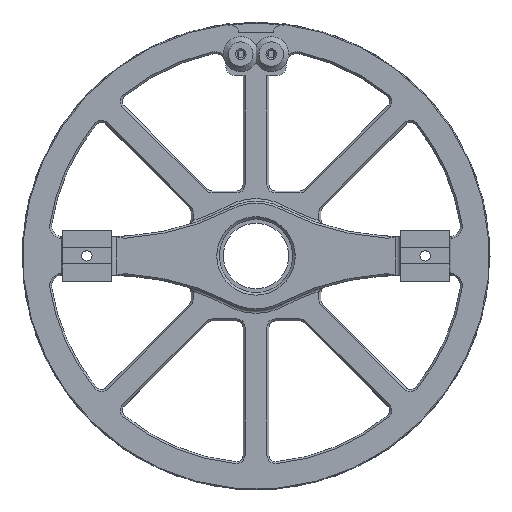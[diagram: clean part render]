
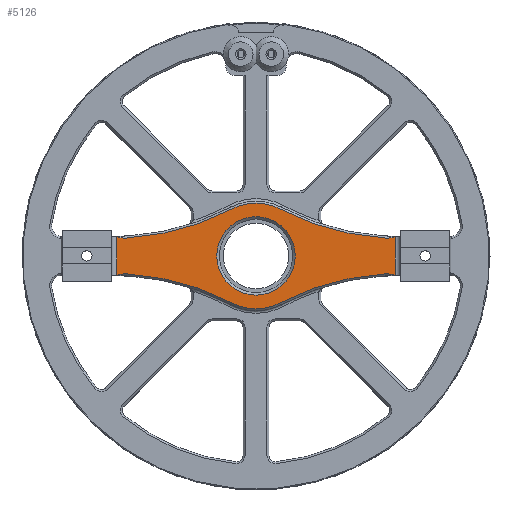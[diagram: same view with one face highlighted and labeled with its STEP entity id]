
A CAD part, top view. The second image highlights one B-rep face of the part: STEP entity #5126.
In plain terms, the highlighted planar face has unit normal (0, 0, 1).
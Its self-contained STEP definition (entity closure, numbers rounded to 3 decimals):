
#164=B_SPLINE_CURVE_WITH_KNOTS('',3,(#7866,#7867,#7868,#7869,#7870,#7871,
#7872,#7873,#7874,#7875),.UNSPECIFIED.,.F.,.F.,(4,2,2,2,4),(-0.403,
-0.292,-0.132,-0.054,0.),
 .UNSPECIFIED.);
#165=B_SPLINE_CURVE_WITH_KNOTS('',3,(#7882,#7883,#7884,#7885,#7886,#7887,
#7888,#7889,#7890,#7891,#7892,#7893),.UNSPECIFIED.,.F.,.F.,(4,2,2,2,2,4),
(-0.404,-0.377,-0.349,-0.277,
-0.11,-0.001),.UNSPECIFIED.);
#166=B_SPLINE_CURVE_WITH_KNOTS('',3,(#7895,#7896,#7897,#7898,#7899,#7900,
#7901,#7902,#7903,#7904),.UNSPECIFIED.,.F.,.F.,(4,2,2,2,4),(-0.403,
-0.292,-0.132,-0.054,0.),
 .UNSPECIFIED.);
#167=B_SPLINE_CURVE_WITH_KNOTS('',3,(#7911,#7912,#7913,#7914,#7915,#7916,
#7917,#7918,#7919,#7920,#7921,#7922),.UNSPECIFIED.,.F.,.F.,(4,2,2,2,2,4),
(-0.404,-0.377,-0.349,-0.277,
-0.11,-0.001),.UNSPECIFIED.);
#205=LINE('',#7665,#663);
#214=LINE('',#7708,#672);
#663=VECTOR('',#6042,10.);
#672=VECTOR('',#6059,10.);
#1192=FACE_BOUND('',#1556,.T.);
#1239=FACE_OUTER_BOUND('',#1555,.T.);
#1555=EDGE_LOOP('',(#3533,#3534,#3535,#3536,#3537,#3538,#3539,#3540,#3541,
#3542,#3543,#3544));
#1556=EDGE_LOOP('',(#3545));
#1869=CIRCLE('',#5472,100.75);
#1870=CIRCLE('',#5473,20.44);
#1871=CIRCLE('',#5474,100.75);
#1872=CIRCLE('',#5475,100.75);
#1873=CIRCLE('',#5476,20.44);
#1874=CIRCLE('',#5477,100.75);
#1875=CIRCLE('',#5478,15.19);
#2135=VERTEX_POINT('',#7658);
#2137=VERTEX_POINT('',#7664);
#2149=VERTEX_POINT('',#7701);
#2151=VERTEX_POINT('',#7707);
#2199=VERTEX_POINT('',#7865);
#2200=VERTEX_POINT('',#7876);
#2201=VERTEX_POINT('',#7878);
#2202=VERTEX_POINT('',#7880);
#2203=VERTEX_POINT('',#7894);
#2204=VERTEX_POINT('',#7905);
#2205=VERTEX_POINT('',#7907);
#2206=VERTEX_POINT('',#7909);
#2207=VERTEX_POINT('',#7923);
#2615=EDGE_CURVE('',#2135,#2137,#205,.T.);
#2630=EDGE_CURVE('',#2149,#2151,#214,.T.);
#2696=EDGE_CURVE('',#2135,#2199,#164,.T.);
#2697=EDGE_CURVE('',#2199,#2200,#1869,.T.);
#2698=EDGE_CURVE('',#2200,#2201,#1870,.T.);
#2699=EDGE_CURVE('',#2201,#2202,#1871,.T.);
#2700=EDGE_CURVE('',#2202,#2151,#165,.T.);
#2701=EDGE_CURVE('',#2149,#2203,#166,.T.);
#2702=EDGE_CURVE('',#2203,#2204,#1872,.T.);
#2703=EDGE_CURVE('',#2204,#2205,#1873,.T.);
#2704=EDGE_CURVE('',#2205,#2206,#1874,.T.);
#2705=EDGE_CURVE('',#2206,#2137,#167,.T.);
#2706=EDGE_CURVE('',#2207,#2207,#1875,.T.);
#3533=ORIENTED_EDGE('',*,*,#2615,.F.);
#3534=ORIENTED_EDGE('',*,*,#2696,.T.);
#3535=ORIENTED_EDGE('',*,*,#2697,.T.);
#3536=ORIENTED_EDGE('',*,*,#2698,.T.);
#3537=ORIENTED_EDGE('',*,*,#2699,.T.);
#3538=ORIENTED_EDGE('',*,*,#2700,.T.);
#3539=ORIENTED_EDGE('',*,*,#2630,.F.);
#3540=ORIENTED_EDGE('',*,*,#2701,.T.);
#3541=ORIENTED_EDGE('',*,*,#2702,.T.);
#3542=ORIENTED_EDGE('',*,*,#2703,.T.);
#3543=ORIENTED_EDGE('',*,*,#2704,.T.);
#3544=ORIENTED_EDGE('',*,*,#2705,.T.);
#3545=ORIENTED_EDGE('',*,*,#2706,.T.);
#4998=PLANE('',#5471);
#5126=ADVANCED_FACE('',(#1239,#1192),#4998,.T.);
#5471=AXIS2_PLACEMENT_3D('',#7864,#6164,#6165);
#5472=AXIS2_PLACEMENT_3D('',#7877,#6166,#6167);
#5473=AXIS2_PLACEMENT_3D('',#7879,#6168,#6169);
#5474=AXIS2_PLACEMENT_3D('',#7881,#6170,#6171);
#5475=AXIS2_PLACEMENT_3D('',#7906,#6172,#6173);
#5476=AXIS2_PLACEMENT_3D('',#7908,#6174,#6175);
#5477=AXIS2_PLACEMENT_3D('',#7910,#6176,#6177);
#5478=AXIS2_PLACEMENT_3D('',#7924,#6178,#6179);
#6042=DIRECTION('',(0.,1.,0.));
#6059=DIRECTION('',(0.,-1.,0.));
#6164=DIRECTION('center_axis',(0.,0.,1.));
#6165=DIRECTION('ref_axis',(0.,-1.,0.));
#6166=DIRECTION('center_axis',(0.,0.,-1.));
#6167=DIRECTION('ref_axis',(0.,-1.,0.));
#6168=DIRECTION('center_axis',(0.,0.,1.));
#6169=DIRECTION('ref_axis',(0.,-1.,0.));
#6170=DIRECTION('center_axis',(0.,0.,-1.));
#6171=DIRECTION('ref_axis',(0.,-1.,0.));
#6172=DIRECTION('center_axis',(0.,0.,-1.));
#6173=DIRECTION('ref_axis',(0.,-1.,0.));
#6174=DIRECTION('center_axis',(0.,0.,1.));
#6175=DIRECTION('ref_axis',(0.,-1.,0.));
#6176=DIRECTION('center_axis',(0.,0.,-1.));
#6177=DIRECTION('ref_axis',(0.,-1.,0.));
#6178=DIRECTION('center_axis',(0.,0.,-1.));
#6179=DIRECTION('ref_axis',(0.,-1.,0.));
#7658=CARTESIAN_POINT('',(-53.953,-6.518,14.));
#7664=CARTESIAN_POINT('',(-53.953,8.518,14.));
#7665=CARTESIAN_POINT('',(-53.953,4.75,14.));
#7701=CARTESIAN_POINT('',(53.953,8.518,14.));
#7707=CARTESIAN_POINT('',(53.953,-6.518,14.));
#7708=CARTESIAN_POINT('',(53.953,4.75,14.));
#7864=CARTESIAN_POINT('Origin',(0.,1.,14.));
#7865=CARTESIAN_POINT('',(-50.,-5.926,14.));
#7866=CARTESIAN_POINT('Ctrl Pts',(-53.953,-6.518,14.));
#7867=CARTESIAN_POINT('Ctrl Pts',(-53.604,-6.396,14.));
#7868=CARTESIAN_POINT('Ctrl Pts',(-53.251,-6.289,14.));
#7869=CARTESIAN_POINT('Ctrl Pts',(-52.374,-6.072,14.));
#7870=CARTESIAN_POINT('Ctrl Pts',(-51.85,-5.983,14.));
#7871=CARTESIAN_POINT('Ctrl Pts',(-51.06,-5.918,14.));
#7872=CARTESIAN_POINT('Ctrl Pts',(-50.802,-5.907,14.));
#7873=CARTESIAN_POINT('Ctrl Pts',(-50.361,-5.909,14.));
#7874=CARTESIAN_POINT('Ctrl Pts',(-50.181,-5.915,14.));
#7875=CARTESIAN_POINT('Ctrl Pts',(-50.,-5.926,14.));
#7876=CARTESIAN_POINT('',(-9.437,-17.131,14.));
#7877=CARTESIAN_POINT('Origin',(-55.953,-106.5,14.));
#7878=CARTESIAN_POINT('',(9.437,-17.131,14.));
#7879=CARTESIAN_POINT('Origin',(0.,1.,14.));
#7880=CARTESIAN_POINT('',(50.,-5.926,14.));
#7881=CARTESIAN_POINT('Origin',(55.953,-106.5,14.));
#7882=CARTESIAN_POINT('Ctrl Pts',(50.,-5.926,14.));
#7883=CARTESIAN_POINT('Ctrl Pts',(50.088,-5.92,14.));
#7884=CARTESIAN_POINT('Ctrl Pts',(50.175,-5.916,14.));
#7885=CARTESIAN_POINT('Ctrl Pts',(50.358,-5.91,14.));
#7886=CARTESIAN_POINT('Ctrl Pts',(50.452,-5.908,14.));
#7887=CARTESIAN_POINT('Ctrl Pts',(50.788,-5.907,14.));
#7888=CARTESIAN_POINT('Ctrl Pts',(51.029,-5.916,14.));
#7889=CARTESIAN_POINT('Ctrl Pts',(51.825,-5.978,14.));
#7890=CARTESIAN_POINT('Ctrl Pts',(52.372,-6.07,14.));
#7891=CARTESIAN_POINT('Ctrl Pts',(53.264,-6.293,14.));
#7892=CARTESIAN_POINT('Ctrl Pts',(53.611,-6.398,14.));
#7893=CARTESIAN_POINT('Ctrl Pts',(53.953,-6.518,14.));
#7894=CARTESIAN_POINT('',(50.,7.926,14.));
#7895=CARTESIAN_POINT('Ctrl Pts',(53.953,8.518,14.));
#7896=CARTESIAN_POINT('Ctrl Pts',(53.604,8.396,14.));
#7897=CARTESIAN_POINT('Ctrl Pts',(53.251,8.289,14.));
#7898=CARTESIAN_POINT('Ctrl Pts',(52.374,8.072,14.));
#7899=CARTESIAN_POINT('Ctrl Pts',(51.85,7.983,14.));
#7900=CARTESIAN_POINT('Ctrl Pts',(51.06,7.918,14.));
#7901=CARTESIAN_POINT('Ctrl Pts',(50.802,7.907,14.));
#7902=CARTESIAN_POINT('Ctrl Pts',(50.361,7.909,14.));
#7903=CARTESIAN_POINT('Ctrl Pts',(50.181,7.915,14.));
#7904=CARTESIAN_POINT('Ctrl Pts',(50.,7.926,14.));
#7905=CARTESIAN_POINT('',(9.437,19.131,14.));
#7906=CARTESIAN_POINT('Origin',(55.953,108.5,14.));
#7907=CARTESIAN_POINT('',(-9.437,19.131,14.));
#7908=CARTESIAN_POINT('Origin',(0.,1.,14.));
#7909=CARTESIAN_POINT('',(-50.,7.926,14.));
#7910=CARTESIAN_POINT('Origin',(-55.953,108.5,14.));
#7911=CARTESIAN_POINT('Ctrl Pts',(-50.,7.926,14.));
#7912=CARTESIAN_POINT('Ctrl Pts',(-50.088,7.92,14.));
#7913=CARTESIAN_POINT('Ctrl Pts',(-50.175,7.916,14.));
#7914=CARTESIAN_POINT('Ctrl Pts',(-50.358,7.91,14.));
#7915=CARTESIAN_POINT('Ctrl Pts',(-50.452,7.908,14.));
#7916=CARTESIAN_POINT('Ctrl Pts',(-50.788,7.907,14.));
#7917=CARTESIAN_POINT('Ctrl Pts',(-51.029,7.916,14.));
#7918=CARTESIAN_POINT('Ctrl Pts',(-51.825,7.978,14.));
#7919=CARTESIAN_POINT('Ctrl Pts',(-52.372,8.07,14.));
#7920=CARTESIAN_POINT('Ctrl Pts',(-53.264,8.293,14.));
#7921=CARTESIAN_POINT('Ctrl Pts',(-53.611,8.398,14.));
#7922=CARTESIAN_POINT('Ctrl Pts',(-53.953,8.518,14.));
#7923=CARTESIAN_POINT('',(0.,16.19,14.));
#7924=CARTESIAN_POINT('Origin',(0.,1.,14.));
